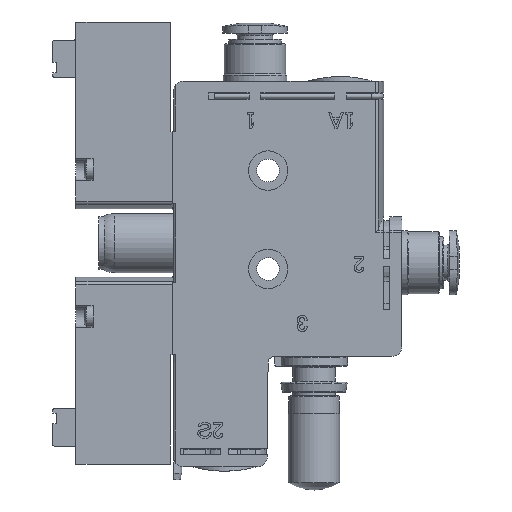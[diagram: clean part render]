
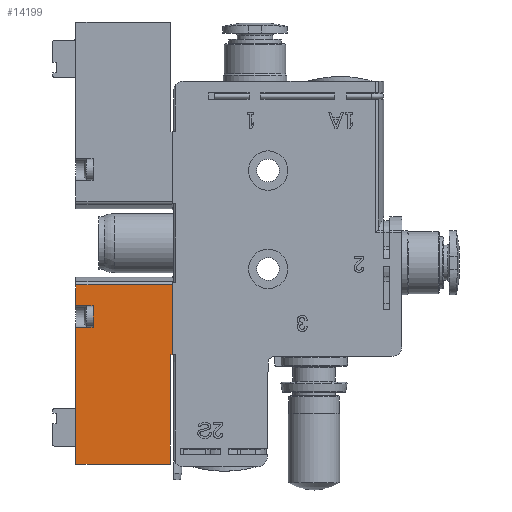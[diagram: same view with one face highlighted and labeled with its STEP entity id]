
A CAD part, left-side view. The second image highlights one B-rep face of the part: STEP entity #14199.
In plain terms, the highlighted face is planar.
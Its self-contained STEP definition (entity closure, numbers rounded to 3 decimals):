
#3039=ORIENTED_EDGE('',*,*,#4813,.F.);
#3040=ORIENTED_EDGE('',*,*,#4814,.T.);
#3041=ORIENTED_EDGE('',*,*,#4815,.F.);
#3042=ORIENTED_EDGE('',*,*,#4816,.F.);
#3043=ORIENTED_EDGE('',*,*,#4817,.F.);
#3044=ORIENTED_EDGE('',*,*,#4818,.F.);
#3045=ORIENTED_EDGE('',*,*,#4819,.F.);
#3046=ORIENTED_EDGE('',*,*,#4820,.F.);
#3047=ORIENTED_EDGE('',*,*,#4821,.T.);
#3048=ORIENTED_EDGE('',*,*,#4822,.F.);
#4813=EDGE_CURVE('',#5923,#5924,#6897,.T.);
#4814=EDGE_CURVE('',#5923,#5925,#6898,.T.);
#4815=EDGE_CURVE('',#5926,#5925,#6899,.T.);
#4816=EDGE_CURVE('',#5927,#5926,#6900,.T.);
#4817=EDGE_CURVE('',#5928,#5927,#6901,.T.);
#4818=EDGE_CURVE('',#5929,#5928,#6902,.T.);
#4819=EDGE_CURVE('',#5930,#5929,#6903,.T.);
#4820=EDGE_CURVE('',#5931,#5930,#6904,.T.);
#4821=EDGE_CURVE('',#5931,#5932,#6905,.T.);
#4822=EDGE_CURVE('',#5924,#5932,#6906,.T.);
#5923=VERTEX_POINT('',#21043);
#5924=VERTEX_POINT('',#21044);
#5925=VERTEX_POINT('',#21046);
#5926=VERTEX_POINT('',#21048);
#5927=VERTEX_POINT('',#21050);
#5928=VERTEX_POINT('',#21052);
#5929=VERTEX_POINT('',#21054);
#5930=VERTEX_POINT('',#21056);
#5931=VERTEX_POINT('',#21058);
#5932=VERTEX_POINT('',#21060);
#6897=LINE('',#21042,#7839);
#6898=LINE('',#21045,#7840);
#6899=LINE('',#21047,#7841);
#6900=LINE('',#21049,#7842);
#6901=LINE('',#21051,#7843);
#6902=LINE('',#21053,#7844);
#6903=LINE('',#21055,#7845);
#6904=LINE('',#21057,#7846);
#6905=LINE('',#21059,#7847);
#6906=LINE('',#21061,#7848);
#7839=VECTOR('',#17813,1000.);
#7840=VECTOR('',#17814,1000.);
#7841=VECTOR('',#17815,1000.);
#7842=VECTOR('',#17816,1000.);
#7843=VECTOR('',#17817,1000.);
#7844=VECTOR('',#17818,1000.);
#7845=VECTOR('',#17819,1000.);
#7846=VECTOR('',#17820,1000.);
#7847=VECTOR('',#17821,1000.);
#7848=VECTOR('',#17822,1000.);
#8674=EDGE_LOOP('',(#3039,#3040,#3041,#3042,#3043,#3044,#3045,#3046,#3047,
#3048));
#9517=FACE_BOUND('',#8674,.T.);
#10001=PLANE('',#15182);
#14199=ADVANCED_FACE('',(#9517),#10001,.F.);
#15182=AXIS2_PLACEMENT_3D('',#21041,#17811,#17812);
#17811=DIRECTION('',(0.,0.,-1.));
#17812=DIRECTION('',(-1.,0.,0.));
#17813=DIRECTION('',(0.,1.,0.));
#17814=DIRECTION('',(1.,0.,0.));
#17815=DIRECTION('',(0.,-1.,0.));
#17816=DIRECTION('',(1.,0.,0.));
#17817=DIRECTION('',(0.,1.,0.));
#17818=DIRECTION('',(1.,0.,0.));
#17819=DIRECTION('',(0.,-1.,0.));
#17820=DIRECTION('',(1.,0.,0.));
#17821=DIRECTION('',(0.,-1.,0.));
#17822=DIRECTION('',(-1.,0.,0.));
#21041=CARTESIAN_POINT('',(0.,14.7,4.9));
#21042=CARTESIAN_POINT('',(16.7,14.7,4.9));
#21043=CARTESIAN_POINT('',(16.7,0.,4.9));
#21044=CARTESIAN_POINT('',(16.7,0.3,4.9));
#21045=CARTESIAN_POINT('',(0.,0.,4.9));
#21046=CARTESIAN_POINT('',(27.316,0.,4.9));
#21047=CARTESIAN_POINT('',(27.316,14.7,4.9));
#21048=CARTESIAN_POINT('',(27.316,14.7,4.9));
#21049=CARTESIAN_POINT('',(0.,14.7,4.9));
#21050=CARTESIAN_POINT('',(24.15,14.7,4.9));
#21051=CARTESIAN_POINT('',(24.15,14.7,4.9));
#21052=CARTESIAN_POINT('',(24.15,12.1,4.9));
#21053=CARTESIAN_POINT('',(0.,12.1,4.9));
#21054=CARTESIAN_POINT('',(20.85,12.1,4.9));
#21055=CARTESIAN_POINT('',(20.85,14.7,4.9));
#21056=CARTESIAN_POINT('',(20.85,14.7,4.9));
#21057=CARTESIAN_POINT('',(0.,14.7,4.9));
#21058=CARTESIAN_POINT('',(0.,14.7,4.9));
#21059=CARTESIAN_POINT('',(0.,14.7,4.9));
#21060=CARTESIAN_POINT('',(0.,0.3,4.9));
#21061=CARTESIAN_POINT('',(0.,0.3,4.9));
